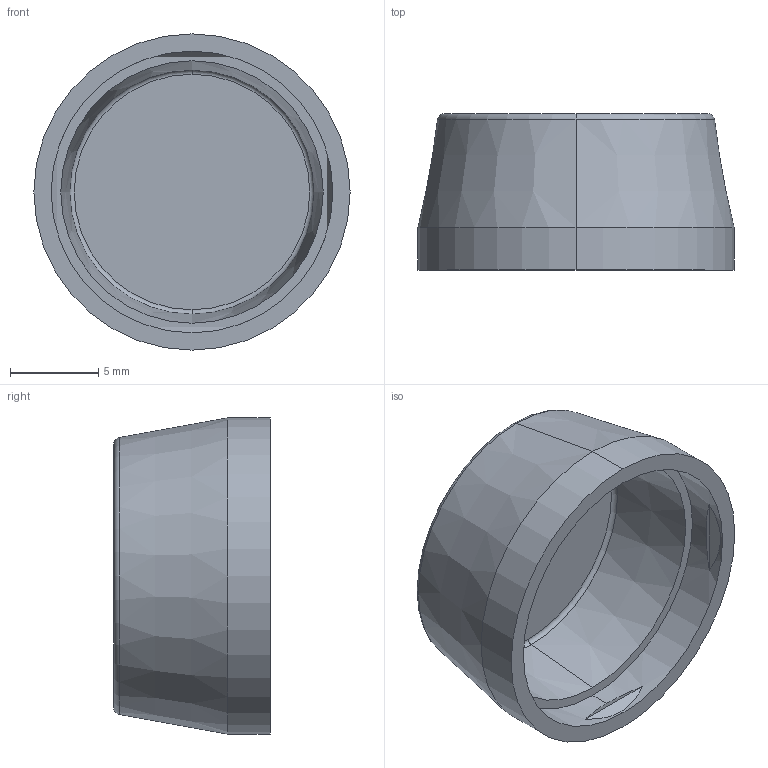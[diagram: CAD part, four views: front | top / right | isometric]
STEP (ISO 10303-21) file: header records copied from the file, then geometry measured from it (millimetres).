
FILE_DESCRIPTION (( 'STEP AP214' ), '1' );
FILE_NAME ('3111_Lens.STEP', '2020-04-20T18:10:56', ( 'user' ), ( 'Microsoft' ), 'SwSTEP 2.0', 'SolidWorks 2018', '' );
FILE_SCHEMA (( 'AUTOMOTIVE_DESIGN' ));
Length unit declared in the file: inch
Products named in the file (1): 3111_Lens
Bounding box: 17.91 x 8.86 x 17.91 mm (x, y, z)
Volume: 712.7 mm3; surface area: 1246.3 mm2
Topology: 1 solids, 1 shells, 24 faces, 48 edges, 30 vertices
Faces by surface type: plane 12, torus 4, cylinder 4, cone 4
Entity records: 666 total; most frequent: CARTESIAN_POINT 139, DIRECTION 108, ORIENTED_EDGE 96, EDGE_CURVE 48, AXIS2_PLACEMENT_3D 47, VERTEX_POINT 30, EDGE_LOOP 28, ADVANCED_FACE 24
